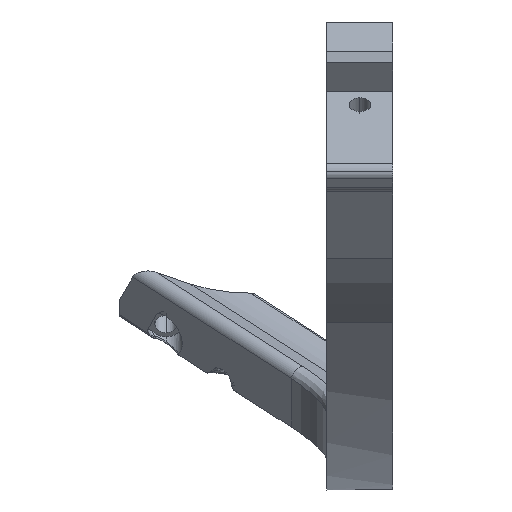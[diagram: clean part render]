
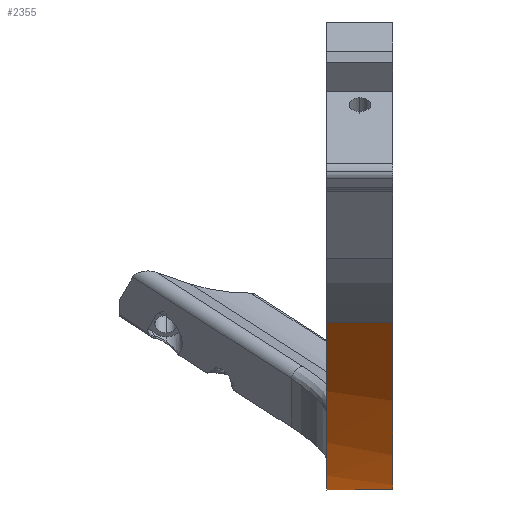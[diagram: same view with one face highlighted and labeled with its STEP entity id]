
A CAD part, top view. The second image highlights one B-rep face of the part: STEP entity #2355.
In plain terms, the highlighted cylindrical face has radius 241.476 mm (diameter 482.953 mm), a partial arc.
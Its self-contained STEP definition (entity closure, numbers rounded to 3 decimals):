
#80 = DIRECTION ( 'NONE',  ( 0., 0., 1. ) ) ;
#94 = VECTOR ( 'NONE', #803, 1000. ) ;
#228 = ORIENTED_EDGE ( 'NONE', *, *, #2515, .F. ) ;
#289 = EDGE_CURVE ( 'Kante3', #2972, #381, #1224, .T. ) ;
#301 = CIRCLE ( 'NONE', #2466, 241.476 ) ;
#324 = FACE_OUTER_BOUND ( 'NONE', #3262, .T. ) ;
#352 = VERTEX_POINT ( 'NONE', #1491 ) ;
#359 = DIRECTION ( 'NONE',  ( 0., 0., 1. ) ) ;
#381 = VERTEX_POINT ( 'NONE', #1803 ) ;
#622 = EDGE_CURVE ( 'NONE', #352, #906, #2945, .T. ) ;
#684 = EDGE_CURVE ( 'NONE', #3092, #2972, #1354, .T. ) ;
#750 = DIRECTION ( 'NONE',  ( 0., 0., 1. ) ) ;
#803 = DIRECTION ( 'NONE',  ( -1., 0., 0. ) ) ;
#854 = AXIS2_PLACEMENT_3D ( 'NONE', #1957, #1152, #80 ) ;
#894 = DIRECTION ( 'NONE',  ( -1., 0., 0. ) ) ;
#906 = VERTEX_POINT ( 'NONE', #907 ) ;
#907 = CARTESIAN_POINT ( 'NONE',  ( 0., 12.741, -2.226 ) ) ;
#1152 = DIRECTION ( 'NONE',  ( 1., 0., 0. ) ) ;
#1207 = DIRECTION ( 'NONE',  ( 1., 0., 0. ) ) ;
#1224 = CIRCLE ( 'NONE', #2864, 241.476 ) ;
#1342 = ORIENTED_EDGE ( 'NONE', *, *, #684, .T. ) ;
#1348 = AXIS2_PLACEMENT_3D ( 'NONE', #1719, #894, #359 ) ;
#1354 = LINE ( 'NONE', #3522, #2537 ) ;
#1473 = DIRECTION ( 'NONE',  ( 0., 0., 1. ) ) ;
#1491 = CARTESIAN_POINT ( 'NONE',  ( 12., 12.741, -2.226 ) ) ;
#1577 = CARTESIAN_POINT ( 'NONE',  ( 0., 241.476, 75.176 ) ) ;
#1719 = CARTESIAN_POINT ( 'NONE',  ( 12., 241.476, 75.176 ) ) ;
#1773 = ORIENTED_EDGE ( 'NONE', *, *, #1937, .F. ) ;
#1799 = DIRECTION ( 'NONE',  ( -1., 0., 0. ) ) ;
#1803 = CARTESIAN_POINT ( 'NONE',  ( 0., 5.439, 24.213 ) ) ;
#1937 = EDGE_CURVE ( 'NONE', #3092, #352, #2858, .T. ) ;
#1957 = CARTESIAN_POINT ( 'NONE',  ( 12., 241.476, 75.176 ) ) ;
#2087 = ORIENTED_EDGE ( 'NONE', *, *, #289, .T. ) ;
#2103 = CARTESIAN_POINT ( 'NONE',  ( 12., 30.374, 192.421 ) ) ;
#2355 = ADVANCED_FACE ( 'Fl�che12', ( #324 ), #3063, .T. ) ;
#2466 = AXIS2_PLACEMENT_3D ( 'NONE', #1577, #1799, #750 ) ;
#2515 = EDGE_CURVE ( 'NONE', #906, #381, #301, .T. ) ;
#2537 = VECTOR ( 'NONE', #3216, 1000. ) ;
#2539 = ORIENTED_EDGE ( 'NONE', *, *, #622, .F. ) ;
#2858 = CIRCLE ( 'NONE', #854, 241.476 ) ;
#2864 = AXIS2_PLACEMENT_3D ( 'NONE', #3390, #1207, #1473 ) ;
#2945 = LINE ( 'NONE', #3221, #94 ) ;
#2972 = VERTEX_POINT ( 'NONE', #3249 ) ;
#3063 = CYLINDRICAL_SURFACE ( 'NONE', #1348, 241.476 ) ;
#3092 = VERTEX_POINT ( 'NONE', #2103 ) ;
#3216 = DIRECTION ( 'NONE',  ( -1., 0., 0. ) ) ;
#3221 = CARTESIAN_POINT ( 'NONE',  ( 12., 12.741, -2.226 ) ) ;
#3249 = CARTESIAN_POINT ( 'NONE',  ( 0., 30.374, 192.421 ) ) ;
#3262 = EDGE_LOOP ( 'NONE', ( #1773, #1342, #2087, #228, #2539 ) ) ;
#3390 = CARTESIAN_POINT ( 'NONE',  ( 0., 241.476, 75.176 ) ) ;
#3522 = CARTESIAN_POINT ( 'NONE',  ( 12., 30.374, 192.421 ) ) ;
